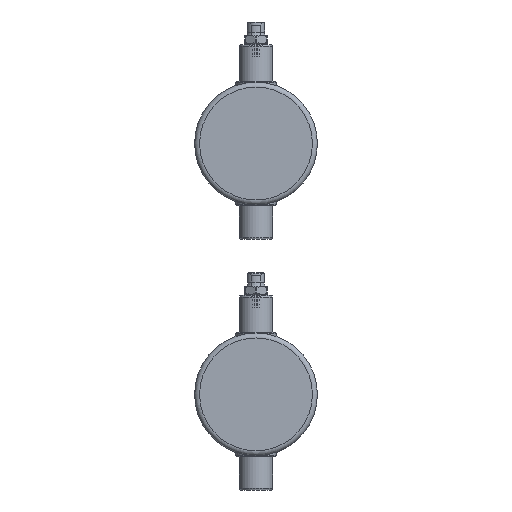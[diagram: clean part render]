
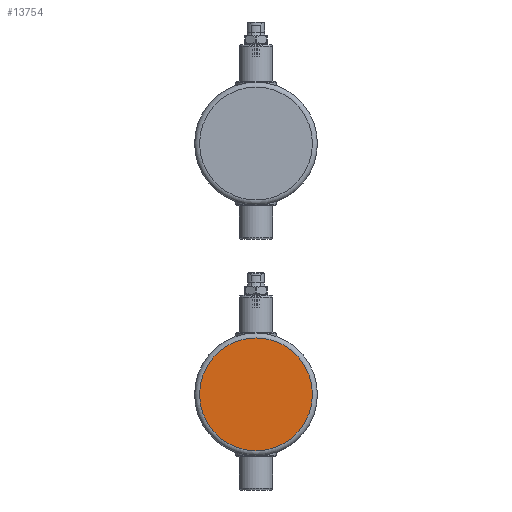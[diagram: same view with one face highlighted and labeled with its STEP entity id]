
A CAD part, front view. The second image highlights one B-rep face of the part: STEP entity #13754.
In plain terms, the highlighted planar face has unit normal (0, -1, 0).
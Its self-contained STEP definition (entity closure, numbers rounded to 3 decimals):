
#671=PLANE('',#15068);
#3257=CIRCLE('',#15063,67.5);
#5518=ORIENTED_EDGE('',*,*,#8201,.T.);
#8201=EDGE_CURVE('',#9750,#9750,#3257,.F.);
#9750=VERTEX_POINT('',#28961);
#11327=EDGE_LOOP('',(#5518));
#12566=FACE_BOUND('',#11327,.T.);
#13754=ADVANCED_FACE('',(#12566),#671,.F.);
#15063=AXIS2_PLACEMENT_3D('',#28960,#17629,#17630);
#15068=AXIS2_PLACEMENT_3D('',#28969,#17639,#17640);
#17629=DIRECTION('',(0.,1.,0.));
#17630=DIRECTION('',(0.,0.,1.));
#17639=DIRECTION('',(0.,1.,0.));
#17640=DIRECTION('',(0.,0.,1.));
#28960=CARTESIAN_POINT('',(0.,-16.5,0.));
#28961=CARTESIAN_POINT('',(0.,-16.5,67.5));
#28969=CARTESIAN_POINT('',(0.,-16.5,0.));
